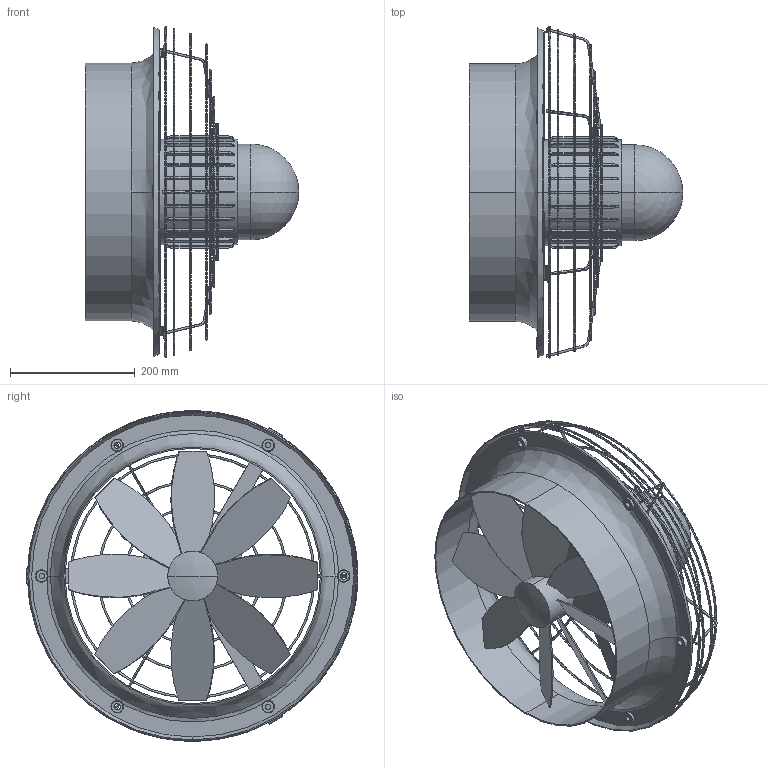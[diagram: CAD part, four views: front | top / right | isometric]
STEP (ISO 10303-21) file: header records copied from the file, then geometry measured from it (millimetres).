
FILE_DESCRIPTION (( 'STEP AP214' ), '1' );
FILE_NAME ('0094-0061.STEP', '2015-02-08T20:13:57', ( '' ), ( '' ), 'SwSTEP 2.0', 'SolidWorks 2013', '' );
FILE_SCHEMA (( 'AUTOMOTIVE_DESIGN' ));
Length unit declared in the file: millimetre
Products named in the file (1): 0094-0061
Bounding box: 343.19 x 533.25 x 531 mm (x, y, z)
Volume: 5361546.2 mm3; surface area: 972542.6 mm2
Topology: 1 solids, 1 shells, 725 faces, 2107 edges, 1362 vertices
Faces by surface type: plane 289, bspline 232, cylinder 126, torus 48, cone 24, sphere 6
Entity records: 39372 total; most frequent: CARTESIAN_POINT 13881, ORIENTED_EDGE 4206, DIRECTION 2953, EDGE_CURVE 2103, VERTEX_POINT 1362, AXIS2_PLACEMENT_3D 1140, EDGE_LOOP 797, B_SPLINE_CURVE_WITH_KNOTS 738
